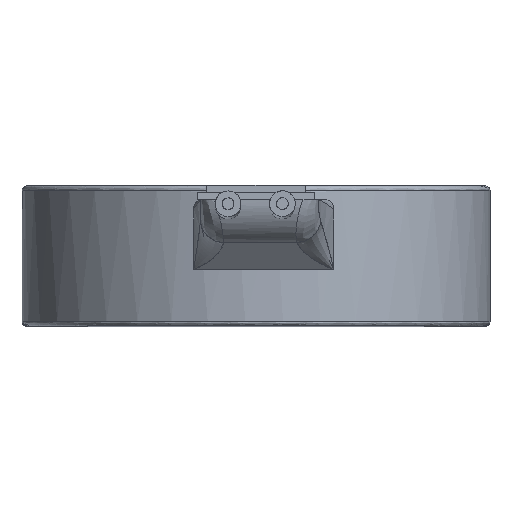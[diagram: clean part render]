
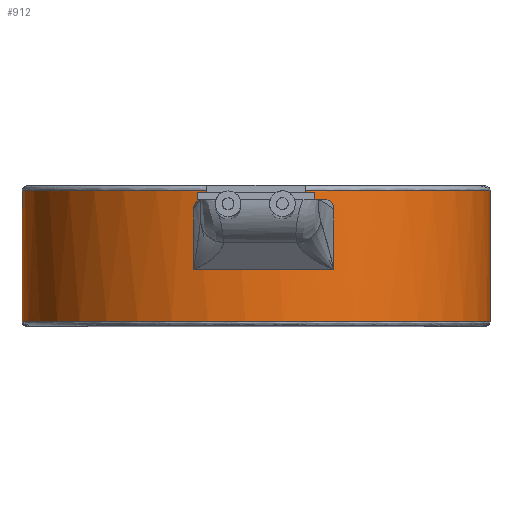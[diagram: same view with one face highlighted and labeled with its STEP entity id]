
A CAD part, top view. The second image highlights one B-rep face of the part: STEP entity #912.
In plain terms, the highlighted cylindrical face has radius 5 mm (diameter 10 mm), a partial arc.
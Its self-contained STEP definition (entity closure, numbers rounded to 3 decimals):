
#912=ADVANCED_FACE('TRM_SRF4',(#913),#1024,.F.);
#913=FACE_BOUND('UV_BND4',#914,.T.);
#914=EDGE_LOOP('',(#915,#931,#938,#950,#957,#966,#973,#984,#991,#1000,#1007,#1019));
#915=ORIENTED_EDGE('',*,*,#916,.T.);
#916=EDGE_CURVE('',#917,#919,#921,.T.);
#917=VERTEX_POINT('',#918);
#918=CARTESIAN_POINT('',(5.0,0.1,0.));
#919=VERTEX_POINT('',#920);
#920=CARTESIAN_POINT('',(-5.0,0.1,0.));
#921=B_SPLINE_CURVE_WITH_KNOTS('',8,(#922,#923,#924,#925,#926,#927,#928,#929,#930),.UNSPECIFIED.,.F.,.U.,(9,9),(0.0,3.142),.PIECEWISE_BEZIER_KNOTS.);
#922=CARTESIAN_POINT('',(5.0,0.1,0.));
#923=CARTESIAN_POINT('',(5.0,0.1,1.963));
#924=CARTESIAN_POINT('',(4.119,0.1,3.927));
#925=CARTESIAN_POINT('',(2.357,0.1,5.429));
#926=CARTESIAN_POINT('',(0.,0.1,6.009));
#927=CARTESIAN_POINT('',(-2.357,0.1,5.429));
#928=CARTESIAN_POINT('',(-4.119,0.1,3.927));
#929=CARTESIAN_POINT('',(-5.0,0.1,1.963));
#930=CARTESIAN_POINT('',(-5.0,0.1,0.));
#931=ORIENTED_EDGE('',*,*,#932,.T.);
#932=EDGE_CURVE('',#919,#933,#935,.T.);
#933=VERTEX_POINT('',#934);
#934=CARTESIAN_POINT('',(-5.0,2.9,0.));
#935=B_SPLINE_CURVE_WITH_KNOTS('',1,(#936,#937),.UNSPECIFIED.,.F.,.U.,(2,2),(0.0,0.962),.PIECEWISE_BEZIER_KNOTS.);
#936=CARTESIAN_POINT('',(-5.0,0.1,0.));
#937=CARTESIAN_POINT('',(-5.0,2.9,0.));
#938=ORIENTED_EDGE('',*,*,#939,.T.);
#939=EDGE_CURVE('',#933,#940,#942,.T.);
#940=VERTEX_POINT('',#941);
#941=CARTESIAN_POINT('',(-1.05,2.9,4.889));
#942=B_SPLINE_CURVE_WITH_KNOTS('',6,(#943,#944,#945,#946,#947,#948,#949),.UNSPECIFIED.,.F.,.U.,(7,7),(0.0,1.359),.PIECEWISE_BEZIER_KNOTS.);
#943=CARTESIAN_POINT('',(-5.0,2.9,0.));
#944=CARTESIAN_POINT('',(-5.0,2.9,1.133));
#945=CARTESIAN_POINT('',(-4.692,2.9,2.265));
#946=CARTESIAN_POINT('',(-4.076,2.9,3.294));
#947=CARTESIAN_POINT('',(-3.2,2.9,4.112));
#948=CARTESIAN_POINT('',(-2.157,2.9,4.651));
#949=CARTESIAN_POINT('',(-1.05,2.9,4.889));
#950=ORIENTED_EDGE('',*,*,#951,.T.);
#951=EDGE_CURVE('',#940,#952,#954,.T.);
#952=VERTEX_POINT('',#953);
#953=CARTESIAN_POINT('',(-1.05,2.85,4.889));
#954=B_SPLINE_CURVE_WITH_KNOTS('',1,(#955,#956),.UNSPECIFIED.,.F.,.U.,(2,2),(0.0,0.017),.PIECEWISE_BEZIER_KNOTS.);
#955=CARTESIAN_POINT('',(-1.05,2.9,4.889));
#956=CARTESIAN_POINT('',(-1.05,2.85,4.889));
#957=ORIENTED_EDGE('',*,*,#958,.T.);
#958=EDGE_CURVE('',#952,#959,#961,.T.);
#959=VERTEX_POINT('',#960);
#960=CARTESIAN_POINT('',(-1.25,2.85,4.841));
#961=B_SPLINE_CURVE_WITH_KNOTS('',3,(#962,#963,#964,#965),.UNSPECIFIED.,.F.,.U.,(4,4),(0.0,0.041),.PIECEWISE_BEZIER_KNOTS.);
#962=CARTESIAN_POINT('',(-1.05,2.85,4.889));
#963=CARTESIAN_POINT('',(-1.117,2.85,4.874));
#964=CARTESIAN_POINT('',(-1.184,2.85,4.858));
#965=CARTESIAN_POINT('',(-1.25,2.85,4.841));
#966=ORIENTED_EDGE('',*,*,#967,.T.);
#967=EDGE_CURVE('',#959,#968,#970,.T.);
#968=VERTEX_POINT('',#969);
#969=CARTESIAN_POINT('',(-1.25,2.7,4.841));
#970=B_SPLINE_CURVE_WITH_KNOTS('',1,(#971,#972),.UNSPECIFIED.,.F.,.U.,(2,2),(0.0,0.052),.PIECEWISE_BEZIER_KNOTS.);
#971=CARTESIAN_POINT('',(-1.25,2.85,4.841));
#972=CARTESIAN_POINT('',(-1.25,2.7,4.841));
#973=ORIENTED_EDGE('',*,*,#974,.T.);
#974=EDGE_CURVE('',#968,#975,#977,.T.);
#975=VERTEX_POINT('',#976);
#976=CARTESIAN_POINT('',(1.25,2.7,4.841));
#977=B_SPLINE_CURVE_WITH_KNOTS('',5,(#978,#979,#980,#981,#982,#983),.UNSPECIFIED.,.F.,.U.,(6,6),(0.0,0.505),.PIECEWISE_BEZIER_KNOTS.);
#978=CARTESIAN_POINT('',(-1.25,2.7,4.841));
#979=CARTESIAN_POINT('',(-0.761,2.7,4.968));
#980=CARTESIAN_POINT('',(-0.255,2.7,5.032));
#981=CARTESIAN_POINT('',(0.255,2.7,5.032));
#982=CARTESIAN_POINT('',(0.761,2.7,4.968));
#983=CARTESIAN_POINT('',(1.25,2.7,4.841));
#984=ORIENTED_EDGE('',*,*,#985,.T.);
#985=EDGE_CURVE('',#975,#986,#988,.T.);
#986=VERTEX_POINT('',#987);
#987=CARTESIAN_POINT('',(1.25,2.85,4.841));
#988=B_SPLINE_CURVE_WITH_KNOTS('',1,(#989,#990),.UNSPECIFIED.,.F.,.U.,(2,2),(0.0,0.052),.PIECEWISE_BEZIER_KNOTS.);
#989=CARTESIAN_POINT('',(1.25,2.7,4.841));
#990=CARTESIAN_POINT('',(1.25,2.85,4.841));
#991=ORIENTED_EDGE('',*,*,#992,.T.);
#992=EDGE_CURVE('',#986,#993,#995,.T.);
#993=VERTEX_POINT('',#994);
#994=CARTESIAN_POINT('',(1.05,2.85,4.889));
#995=B_SPLINE_CURVE_WITH_KNOTS('',3,(#996,#997,#998,#999),.UNSPECIFIED.,.F.,.U.,(4,4),(0.0,0.041),.PIECEWISE_BEZIER_KNOTS.);
#996=CARTESIAN_POINT('',(1.25,2.85,4.841));
#997=CARTESIAN_POINT('',(1.184,2.85,4.858));
#998=CARTESIAN_POINT('',(1.117,2.85,4.874));
#999=CARTESIAN_POINT('',(1.05,2.85,4.889));
#1000=ORIENTED_EDGE('',*,*,#1001,.T.);
#1001=EDGE_CURVE('',#993,#1002,#1004,.T.);
#1002=VERTEX_POINT('',#1003);
#1003=CARTESIAN_POINT('',(1.05,2.9,4.889));
#1004=B_SPLINE_CURVE_WITH_KNOTS('',1,(#1005,#1006),.UNSPECIFIED.,.F.,.U.,(2,2),(0.0,0.017),.PIECEWISE_BEZIER_KNOTS.);
#1005=CARTESIAN_POINT('',(1.05,2.85,4.889));
#1006=CARTESIAN_POINT('',(1.05,2.9,4.889));
#1007=ORIENTED_EDGE('',*,*,#1008,.T.);
#1008=EDGE_CURVE('',#1002,#1009,#1011,.T.);
#1009=VERTEX_POINT('',#1010);
#1010=CARTESIAN_POINT('',(5.0,2.9,0.));
#1011=B_SPLINE_CURVE_WITH_KNOTS('',6,(#1012,#1013,#1014,#1015,#1016,#1017,#1018),.UNSPECIFIED.,.F.,.U.,(7,7),(0.0,1.359),.PIECEWISE_BEZIER_KNOTS.);
#1012=CARTESIAN_POINT('',(1.05,2.9,4.889));
#1013=CARTESIAN_POINT('',(2.157,2.9,4.651));
#1014=CARTESIAN_POINT('',(3.2,2.9,4.112));
#1015=CARTESIAN_POINT('',(4.076,2.9,3.294));
#1016=CARTESIAN_POINT('',(4.692,2.9,2.265));
#1017=CARTESIAN_POINT('',(5.0,2.9,1.133));
#1018=CARTESIAN_POINT('',(5.0,2.9,0.));
#1019=ORIENTED_EDGE('',*,*,#1020,.T.);
#1020=EDGE_CURVE('',#1009,#917,#1021,.T.);
#1021=B_SPLINE_CURVE_WITH_KNOTS('',1,(#1022,#1023),.UNSPECIFIED.,.F.,.U.,(2,2),(0.0,0.962),.PIECEWISE_BEZIER_KNOTS.);
#1022=CARTESIAN_POINT('',(5.0,2.9,0.));
#1023=CARTESIAN_POINT('',(5.0,0.1,0.));
#1024=CYLINDRICAL_SURFACE('',#1025,5.0);
#1025=AXIS2_PLACEMENT_3D('',#1026,#1027,#1028);
#1026=CARTESIAN_POINT('',(0.0,0.044,0.0));
#1027=DIRECTION('',(0.0,1.0,0.0));
#1028=DIRECTION('',(-1.0,0.0,0.0));
